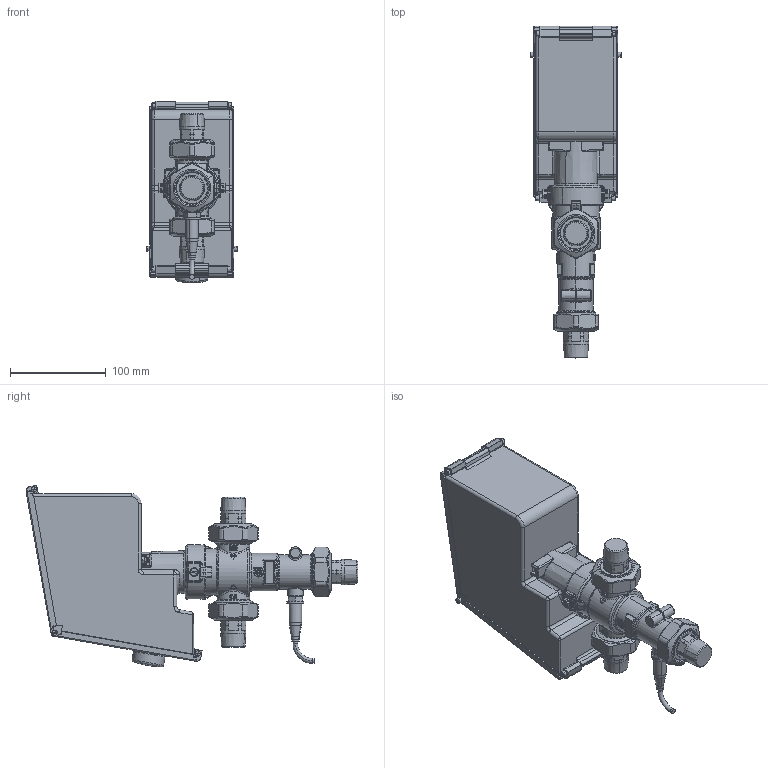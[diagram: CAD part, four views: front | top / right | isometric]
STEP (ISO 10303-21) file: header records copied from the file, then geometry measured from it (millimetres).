
FILE_DESCRIPTION(('CATIA V5 STEP Exchange'),'2;1');
FILE_NAME('STEP_600055_-_TST.stp','2017-11-23T08:33:27+00:00',('none'),('none'),'CATIA Version 5-6 Release 2016 SP4','CATIA V5 STEP AP203','none');
FILE_SCHEMA(('CONFIG_CONTROL_DESIGN'));
Products named in the file (1): _600055est0001_sw0001
Bounding box: 95.47 x 347.48 x 190.27 mm (x, y, z)
Surface area: 205451.1 mm2 (no closed solid volume)
Topology: 0 solids, 48 shells, 1386 faces, 3969 edges, 2491 vertices
Faces by surface type: bspline 399, cylinder 373, plane 298, cone 149, torus 97, sphere 70
Entity records: 68301 total; most frequent: CARTESIAN_POINT 39633, ORIENTED_EDGE 6756, DIRECTION 4050, EDGE_CURVE 3910, VERTEX_POINT 2491, AXIS2_PLACEMENT_3D 1787, ADVANCED_FACE 1386, EDGE_LOOP 1386
